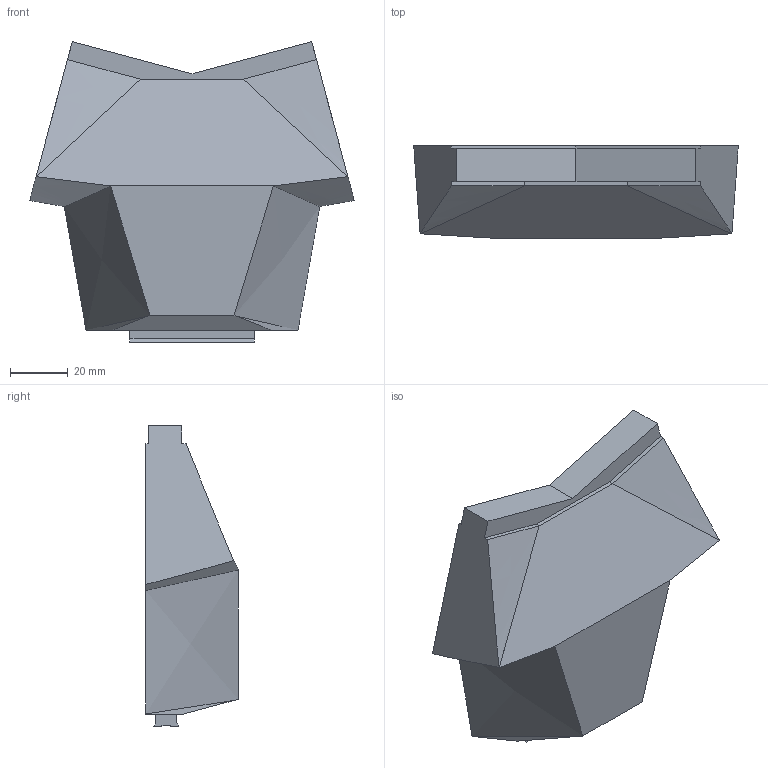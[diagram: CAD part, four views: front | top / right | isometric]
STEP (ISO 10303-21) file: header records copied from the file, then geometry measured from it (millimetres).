
FILE_DESCRIPTION(('FreeCAD Model'),'2;1');
FILE_NAME('Open CASCADE Shape Model','2025-03-31T23:44:58',(''),(''), 'Open CASCADE STEP processor 7.6','FreeCAD','Unknown');
FILE_SCHEMA(('AUTOMOTIVE_DESIGN { 1 0 10303 214 1 1 1 1 }'));
Length unit declared in the file: millimetre
Products named in the file (1): m4gWithRail
Bounding box: 112.51 x 32.1 x 104.26 mm (x, y, z)
Volume: 196070.2 mm3; surface area: 25820.1 mm2
Topology: 1 solids, 1 shells, 61 faces, 160 edges, 104 vertices
Faces by surface type: plane 40, bspline 13, cylinder 6, cone 2
Full cylindrical faces by diameter (mm): 2.5 x2, 3.33 x2, 6.1 x2
Entity records: 2324 total; most frequent: CARTESIAN_POINT 893, ORIENTED_EDGE 316, DIRECTION 242, EDGE_CURVE 158, VERTEX_POINT 104, LINE 104, VECTOR 104, AXIS2_PLACEMENT_3D 69
